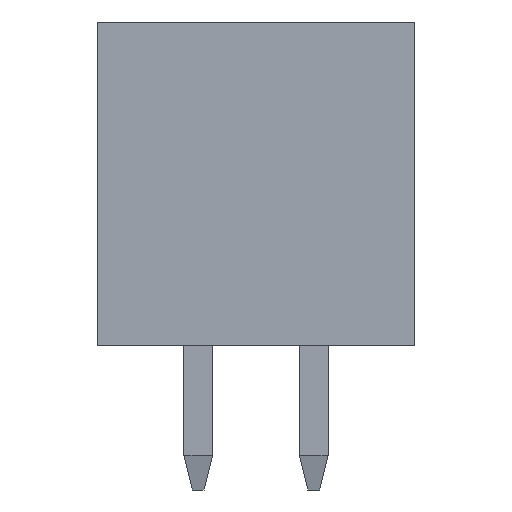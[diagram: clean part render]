
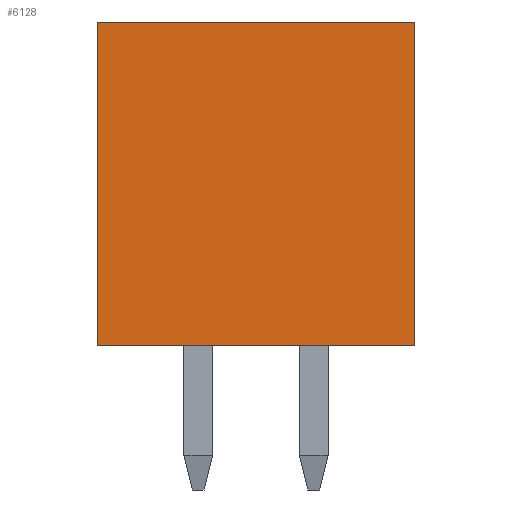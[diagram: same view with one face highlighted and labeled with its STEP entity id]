
A CAD part, left-side view. The second image highlights one B-rep face of the part: STEP entity #6128.
In plain terms, the highlighted planar face has unit normal (-1, 0, 0).
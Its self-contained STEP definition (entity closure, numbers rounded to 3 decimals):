
#1001=ORIENTED_EDGE('',*,*,#2309,.F.);
#1002=ORIENTED_EDGE('',*,*,#1911,.F.);
#1003=ORIENTED_EDGE('',*,*,#1976,.T.);
#1004=ORIENTED_EDGE('',*,*,#2484,.T.);
#1911=EDGE_CURVE('',#2775,#2776,#3347,.T.);
#1976=EDGE_CURVE('',#2775,#2839,#3412,.T.);
#2309=EDGE_CURVE('',#2776,#3097,#3745,.T.);
#2484=EDGE_CURVE('',#2839,#3097,#3920,.T.);
#2775=VERTEX_POINT('',#8289);
#2776=VERTEX_POINT('',#8291);
#2839=VERTEX_POINT('',#8419);
#3097=VERTEX_POINT('',#9061);
#3347=LINE('',#8290,#4211);
#3412=LINE('',#8420,#4276);
#3745=LINE('',#9060,#4609);
#3920=LINE('',#9409,#4784);
#4211=VECTOR('',#6724,1000.);
#4276=VECTOR('',#6791,1000.);
#4609=VECTOR('',#7224,1000.);
#4784=VECTOR('',#7513,1000.);
#5158=EDGE_LOOP('',(#1001,#1002,#1003,#1004));
#5508=FACE_BOUND('',#5158,.T.);
#5831=PLANE('',#6452);
#6128=ADVANCED_FACE('',(#5508),#5831,.T.);
#6452=AXIS2_PLACEMENT_3D('',#9417,#7518,#7519);
#6724=DIRECTION('',(0.,1.,0.));
#6791=DIRECTION('',(0.,0.,1.));
#7224=DIRECTION('',(0.,0.,1.));
#7513=DIRECTION('',(0.,1.,0.));
#7518=DIRECTION('',(-1.,0.,0.));
#7519=DIRECTION('',(0.,0.,1.));
#8289=CARTESIAN_POINT('',(-16.6,-2.75,-2.8));
#8290=CARTESIAN_POINT('',(-16.6,-2.75,-2.8));
#8291=CARTESIAN_POINT('',(-16.6,2.75,-2.8));
#8419=CARTESIAN_POINT('',(-16.6,-2.75,2.8));
#8420=CARTESIAN_POINT('',(-16.6,-2.75,-2.8));
#9060=CARTESIAN_POINT('',(-16.6,2.75,-2.8));
#9061=CARTESIAN_POINT('',(-16.6,2.75,2.8));
#9409=CARTESIAN_POINT('',(-16.6,-2.75,2.8));
#9417=CARTESIAN_POINT('',(-16.6,-2.75,-2.8));
